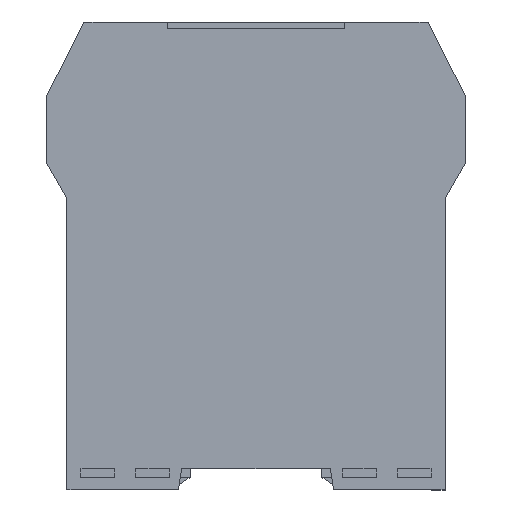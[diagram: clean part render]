
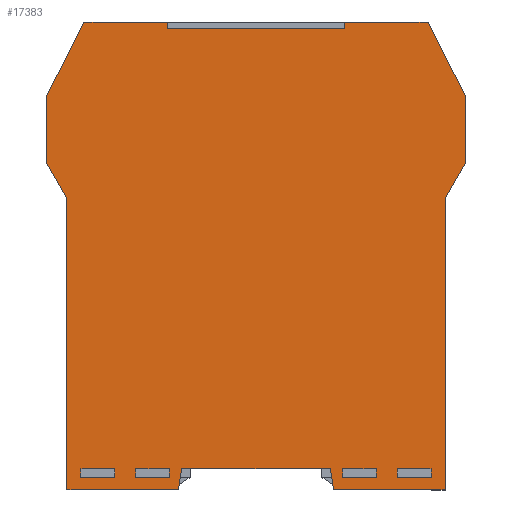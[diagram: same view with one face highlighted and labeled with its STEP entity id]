
A CAD part, top view. The second image highlights one B-rep face of the part: STEP entity #17383.
In plain terms, the highlighted planar face has unit normal (0, 0, 1).
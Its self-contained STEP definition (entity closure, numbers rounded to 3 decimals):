
#755=LINE('',#24813,#2881);
#759=LINE('',#24822,#2885);
#763=LINE('',#24831,#2889);
#767=LINE('',#24840,#2893);
#781=LINE('',#24869,#2907);
#785=LINE('',#24878,#2911);
#789=LINE('',#24887,#2915);
#793=LINE('',#24896,#2919);
#813=LINE('',#24934,#2939);
#824=LINE('',#24956,#2950);
#837=LINE('',#24980,#2963);
#848=LINE('',#25000,#2974);
#856=LINE('',#25016,#2982);
#883=LINE('',#25082,#3009);
#885=LINE('',#25087,#3011);
#1271=LINE('',#25902,#3397);
#1274=LINE('',#25907,#3400);
#1276=LINE('',#25912,#3402);
#1278=LINE('',#25918,#3404);
#1280=LINE('',#25922,#3406);
#1282=LINE('',#25926,#3408);
#1284=LINE('',#25929,#3410);
#1285=LINE('',#25931,#3411);
#1286=LINE('',#25934,#3412);
#1288=LINE('',#25937,#3414);
#1289=LINE('',#25938,#3415);
#1290=LINE('',#25939,#3416);
#1291=LINE('',#25940,#3417);
#1292=LINE('',#25941,#3418);
#1294=LINE('',#25945,#3420);
#1296=LINE('',#25949,#3422);
#1298=LINE('',#25953,#3424);
#1300=LINE('',#25957,#3426);
#1302=LINE('',#25960,#3428);
#2881=VECTOR('',#19983,10.);
#2885=VECTOR('',#19989,10.);
#2889=VECTOR('',#19995,10.);
#2893=VECTOR('',#20001,10.);
#2907=VECTOR('',#20021,10.);
#2911=VECTOR('',#20027,10.);
#2915=VECTOR('',#20033,10.);
#2919=VECTOR('',#20039,10.);
#2939=VECTOR('',#20067,10.);
#2950=VECTOR('',#20086,10.);
#2963=VECTOR('',#20109,10.);
#2974=VECTOR('',#20128,10.);
#2982=VECTOR('',#20144,10.);
#3009=VECTOR('',#20187,10.);
#3011=VECTOR('',#20191,10.);
#3397=VECTOR('',#20955,10.);
#3400=VECTOR('',#20960,10.);
#3402=VECTOR('',#20964,10.);
#3404=VECTOR('',#20972,10.);
#3406=VECTOR('',#20976,10.);
#3408=VECTOR('',#20980,10.);
#3410=VECTOR('',#20984,10.);
#3411=VECTOR('',#20987,10.);
#3412=VECTOR('',#20990,10.);
#3414=VECTOR('',#20994,10.);
#3415=VECTOR('',#20995,10.);
#3416=VECTOR('',#20996,10.);
#3417=VECTOR('',#20997,10.);
#3418=VECTOR('',#20998,10.);
#3420=VECTOR('',#21002,10.);
#3422=VECTOR('',#21006,10.);
#3424=VECTOR('',#21010,10.);
#3426=VECTOR('',#21014,10.);
#3428=VECTOR('',#21018,10.);
#5001=PLANE('',#18521);
#5548=FACE_BOUND('',#6913,.T.);
#5549=FACE_BOUND('',#6914,.T.);
#5550=FACE_BOUND('',#6915,.T.);
#5551=FACE_BOUND('',#6916,.T.);
#5945=FACE_OUTER_BOUND('',#6912,.T.);
#6912=EDGE_LOOP('',(#13777,#13778,#13779,#13780,#13781,#13782,#13783,#13784,
#13785,#13786,#13787,#13788,#13789,#13790,#13791,#13792,#13793,#13794));
#6913=EDGE_LOOP('',(#13795,#13796,#13797,#13798));
#6914=EDGE_LOOP('',(#13799,#13800,#13801,#13802));
#6915=EDGE_LOOP('',(#13803,#13804,#13805,#13806));
#6916=EDGE_LOOP('',(#13807,#13808,#13809,#13810));
#8201=VERTEX_POINT('',#24811);
#8202=VERTEX_POINT('',#24812);
#8205=VERTEX_POINT('',#24820);
#8206=VERTEX_POINT('',#24821);
#8209=VERTEX_POINT('',#24829);
#8210=VERTEX_POINT('',#24830);
#8213=VERTEX_POINT('',#24838);
#8214=VERTEX_POINT('',#24839);
#8225=VERTEX_POINT('',#24867);
#8226=VERTEX_POINT('',#24868);
#8229=VERTEX_POINT('',#24876);
#8230=VERTEX_POINT('',#24877);
#8233=VERTEX_POINT('',#24885);
#8234=VERTEX_POINT('',#24886);
#8237=VERTEX_POINT('',#24894);
#8238=VERTEX_POINT('',#24895);
#8273=VERTEX_POINT('',#25013);
#8274=VERTEX_POINT('',#25015);
#8305=VERTEX_POINT('',#25080);
#8306=VERTEX_POINT('',#25084);
#8307=VERTEX_POINT('',#25086);
#8546=VERTEX_POINT('',#25899);
#8547=VERTEX_POINT('',#25901);
#8548=VERTEX_POINT('',#25905);
#8549=VERTEX_POINT('',#25909);
#8550=VERTEX_POINT('',#25911);
#8551=VERTEX_POINT('',#25917);
#8552=VERTEX_POINT('',#25921);
#8553=VERTEX_POINT('',#25925);
#8554=VERTEX_POINT('',#25933);
#8555=VERTEX_POINT('',#25944);
#8556=VERTEX_POINT('',#25948);
#8557=VERTEX_POINT('',#25952);
#8558=VERTEX_POINT('',#25956);
#9896=EDGE_CURVE('',#8201,#8202,#755,.T.);
#9900=EDGE_CURVE('',#8205,#8206,#759,.T.);
#9904=EDGE_CURVE('',#8209,#8210,#763,.T.);
#9908=EDGE_CURVE('',#8213,#8214,#767,.T.);
#9922=EDGE_CURVE('',#8225,#8226,#781,.T.);
#9926=EDGE_CURVE('',#8229,#8230,#785,.T.);
#9930=EDGE_CURVE('',#8233,#8234,#789,.T.);
#9934=EDGE_CURVE('',#8237,#8238,#793,.T.);
#9954=EDGE_CURVE('',#8214,#8209,#813,.T.);
#9965=EDGE_CURVE('',#8206,#8201,#824,.T.);
#9978=EDGE_CURVE('',#8230,#8225,#837,.T.);
#9989=EDGE_CURVE('',#8238,#8233,#848,.T.);
#9997=EDGE_CURVE('',#8273,#8274,#856,.T.);
#10031=EDGE_CURVE('',#8305,#8273,#883,.T.);
#10033=EDGE_CURVE('',#8306,#8307,#885,.T.);
#10437=EDGE_CURVE('',#8546,#8547,#1271,.T.);
#10440=EDGE_CURVE('',#8548,#8546,#1274,.T.);
#10442=EDGE_CURVE('',#8549,#8550,#1276,.T.);
#10444=EDGE_CURVE('',#8550,#8551,#1278,.T.);
#10446=EDGE_CURVE('',#8551,#8552,#1280,.T.);
#10448=EDGE_CURVE('',#8552,#8553,#1282,.T.);
#10450=EDGE_CURVE('',#8553,#8548,#1284,.T.);
#10451=EDGE_CURVE('',#8547,#8305,#1285,.T.);
#10452=EDGE_CURVE('',#8274,#8554,#1286,.T.);
#10454=EDGE_CURVE('',#8234,#8237,#1288,.T.);
#10455=EDGE_CURVE('',#8226,#8229,#1289,.T.);
#10456=EDGE_CURVE('',#8554,#8306,#1290,.T.);
#10457=EDGE_CURVE('',#8210,#8213,#1291,.T.);
#10458=EDGE_CURVE('',#8202,#8205,#1292,.T.);
#10460=EDGE_CURVE('',#8307,#8555,#1294,.T.);
#10462=EDGE_CURVE('',#8555,#8556,#1296,.T.);
#10464=EDGE_CURVE('',#8556,#8557,#1298,.T.);
#10466=EDGE_CURVE('',#8557,#8558,#1300,.T.);
#10468=EDGE_CURVE('',#8558,#8549,#1302,.T.);
#13777=ORIENTED_EDGE('',*,*,#10444,.F.);
#13778=ORIENTED_EDGE('',*,*,#10442,.F.);
#13779=ORIENTED_EDGE('',*,*,#10468,.F.);
#13780=ORIENTED_EDGE('',*,*,#10466,.F.);
#13781=ORIENTED_EDGE('',*,*,#10464,.F.);
#13782=ORIENTED_EDGE('',*,*,#10462,.F.);
#13783=ORIENTED_EDGE('',*,*,#10460,.F.);
#13784=ORIENTED_EDGE('',*,*,#10033,.F.);
#13785=ORIENTED_EDGE('',*,*,#10456,.F.);
#13786=ORIENTED_EDGE('',*,*,#10452,.F.);
#13787=ORIENTED_EDGE('',*,*,#9997,.F.);
#13788=ORIENTED_EDGE('',*,*,#10031,.F.);
#13789=ORIENTED_EDGE('',*,*,#10451,.F.);
#13790=ORIENTED_EDGE('',*,*,#10437,.F.);
#13791=ORIENTED_EDGE('',*,*,#10440,.F.);
#13792=ORIENTED_EDGE('',*,*,#10450,.F.);
#13793=ORIENTED_EDGE('',*,*,#10448,.F.);
#13794=ORIENTED_EDGE('',*,*,#10446,.F.);
#13795=ORIENTED_EDGE('',*,*,#9900,.T.);
#13796=ORIENTED_EDGE('',*,*,#9965,.T.);
#13797=ORIENTED_EDGE('',*,*,#9896,.T.);
#13798=ORIENTED_EDGE('',*,*,#10458,.T.);
#13799=ORIENTED_EDGE('',*,*,#9908,.T.);
#13800=ORIENTED_EDGE('',*,*,#9954,.T.);
#13801=ORIENTED_EDGE('',*,*,#9904,.T.);
#13802=ORIENTED_EDGE('',*,*,#10457,.T.);
#13803=ORIENTED_EDGE('',*,*,#9926,.T.);
#13804=ORIENTED_EDGE('',*,*,#9978,.T.);
#13805=ORIENTED_EDGE('',*,*,#9922,.T.);
#13806=ORIENTED_EDGE('',*,*,#10455,.T.);
#13807=ORIENTED_EDGE('',*,*,#9934,.T.);
#13808=ORIENTED_EDGE('',*,*,#9989,.T.);
#13809=ORIENTED_EDGE('',*,*,#9930,.T.);
#13810=ORIENTED_EDGE('',*,*,#10454,.T.);
#17383=ADVANCED_FACE('',(#5945,#5548,#5549,#5550,#5551),#5001,.T.);
#18521=AXIS2_PLACEMENT_3D('',#25961,#21019,#21020);
#19983=DIRECTION('',(0.,1.,0.));
#19989=DIRECTION('',(0.,-1.,0.));
#19995=DIRECTION('',(0.,1.,0.));
#20001=DIRECTION('',(0.,-1.,0.));
#20021=DIRECTION('',(0.,1.,0.));
#20027=DIRECTION('',(0.,-1.,0.));
#20033=DIRECTION('',(0.,1.,0.));
#20039=DIRECTION('',(0.,-1.,0.));
#20067=DIRECTION('',(-1.,0.,0.));
#20086=DIRECTION('',(-1.,0.,0.));
#20109=DIRECTION('',(-1.,0.,0.));
#20128=DIRECTION('',(-1.,0.,0.));
#20144=DIRECTION('',(-1.,0.,0.));
#20187=DIRECTION('',(0.,-1.,0.));
#20191=DIRECTION('',(-0.148,-0.989,0.));
#20955=DIRECTION('',(0.,-1.,0.));
#20960=DIRECTION('',(0.451,-0.892,0.));
#20964=DIRECTION('',(1.,0.,0.));
#20972=DIRECTION('',(0.,-1.,0.));
#20976=DIRECTION('',(1.,0.,0.));
#20980=DIRECTION('',(0.,1.,0.));
#20984=DIRECTION('',(1.,0.,0.));
#20987=DIRECTION('',(-0.49,-0.872,0.));
#20990=DIRECTION('',(-0.148,0.989,0.));
#20994=DIRECTION('',(1.,0.,0.));
#20995=DIRECTION('',(1.,0.,0.));
#20996=DIRECTION('',(-1.,0.,0.));
#20997=DIRECTION('',(1.,0.,0.));
#20998=DIRECTION('',(1.,0.,0.));
#21002=DIRECTION('',(-1.,0.,0.));
#21006=DIRECTION('',(0.,1.,0.));
#21010=DIRECTION('',(-0.49,0.872,0.));
#21014=DIRECTION('',(0.,1.,0.));
#21018=DIRECTION('',(0.451,0.892,0.));
#21019=DIRECTION('center_axis',(0.,0.,1.));
#21020=DIRECTION('ref_axis',(1.,0.,0.));
#24811=CARTESIAN_POINT('',(-0.7,-107.25,8.75));
#24812=CARTESIAN_POINT('',(-0.7,-105.15,8.75));
#24813=CARTESIAN_POINT('',(-0.7,-81.623,8.75));
#24820=CARTESIAN_POINT('',(7.2,-105.15,8.75));
#24821=CARTESIAN_POINT('',(7.2,-107.25,8.75));
#24822=CARTESIAN_POINT('',(7.2,-80.573,8.75));
#24829=CARTESIAN_POINT('',(12.2,-107.25,8.75));
#24830=CARTESIAN_POINT('',(12.2,-105.15,8.75));
#24831=CARTESIAN_POINT('',(12.2,-81.623,8.75));
#24838=CARTESIAN_POINT('',(20.1,-105.15,8.75));
#24839=CARTESIAN_POINT('',(20.1,-107.25,8.75));
#24840=CARTESIAN_POINT('',(20.1,-80.573,8.75));
#24867=CARTESIAN_POINT('',(60.9,-107.25,8.75));
#24868=CARTESIAN_POINT('',(60.9,-105.15,8.75));
#24869=CARTESIAN_POINT('',(60.9,-81.623,8.75));
#24876=CARTESIAN_POINT('',(68.8,-105.15,8.75));
#24877=CARTESIAN_POINT('',(68.8,-107.25,8.75));
#24878=CARTESIAN_POINT('',(68.8,-80.573,8.75));
#24885=CARTESIAN_POINT('',(73.8,-107.25,8.75));
#24886=CARTESIAN_POINT('',(73.8,-105.15,8.75));
#24887=CARTESIAN_POINT('',(73.8,-81.623,8.75));
#24894=CARTESIAN_POINT('',(81.7,-105.15,8.75));
#24895=CARTESIAN_POINT('',(81.7,-107.25,8.75));
#24896=CARTESIAN_POINT('',(81.7,-80.573,8.75));
#24934=CARTESIAN_POINT('',(30.3,-107.25,8.75));
#24956=CARTESIAN_POINT('',(23.85,-107.25,8.75));
#24980=CARTESIAN_POINT('',(54.65,-107.25,8.75));
#25000=CARTESIAN_POINT('',(61.1,-107.25,8.75));
#25013=CARTESIAN_POINT('',(85.,-110.15,8.75));
#25015=CARTESIAN_POINT('',(58.75,-110.15,8.75));
#25016=CARTESIAN_POINT('',(85.,-110.15,8.75));
#25080=CARTESIAN_POINT('',(85.,-41.65,8.75));
#25082=CARTESIAN_POINT('',(85.,-41.65,8.75));
#25084=CARTESIAN_POINT('',(23.,-105.15,8.75));
#25086=CARTESIAN_POINT('',(22.25,-110.15,8.75));
#25087=CARTESIAN_POINT('',(23.,-105.15,8.75));
#25899=CARTESIAN_POINT('',(89.75,-17.3,8.75));
#25901=CARTESIAN_POINT('',(89.75,-33.2,8.75));
#25902=CARTESIAN_POINT('',(89.75,-17.3,8.75));
#25905=CARTESIAN_POINT('',(81.,0.,8.75));
#25907=CARTESIAN_POINT('',(81.,0.,8.75));
#25909=CARTESIAN_POINT('',(0.,0.,8.75));
#25911=CARTESIAN_POINT('',(19.6,0.,8.75));
#25912=CARTESIAN_POINT('',(0.,0.,8.75));
#25917=CARTESIAN_POINT('',(19.6,-1.5,8.75));
#25918=CARTESIAN_POINT('',(19.6,0.,8.75));
#25921=CARTESIAN_POINT('',(61.4,-1.5,8.75));
#25922=CARTESIAN_POINT('',(19.6,-1.5,8.75));
#25925=CARTESIAN_POINT('',(61.4,0.,8.75));
#25926=CARTESIAN_POINT('',(61.4,-1.5,8.75));
#25929=CARTESIAN_POINT('',(61.4,0.,8.75));
#25931=CARTESIAN_POINT('',(89.75,-33.2,8.75));
#25933=CARTESIAN_POINT('',(58.,-105.15,8.75));
#25934=CARTESIAN_POINT('',(58.75,-110.15,8.75));
#25937=CARTESIAN_POINT('',(57.15,-105.15,8.75));
#25938=CARTESIAN_POINT('',(50.7,-105.15,8.75));
#25939=CARTESIAN_POINT('',(58.,-105.15,8.75));
#25940=CARTESIAN_POINT('',(26.35,-105.15,8.75));
#25941=CARTESIAN_POINT('',(19.9,-105.15,8.75));
#25944=CARTESIAN_POINT('',(-4.,-110.15,8.75));
#25945=CARTESIAN_POINT('',(22.25,-110.15,8.75));
#25948=CARTESIAN_POINT('',(-4.,-41.65,8.75));
#25949=CARTESIAN_POINT('',(-4.,-110.15,8.75));
#25952=CARTESIAN_POINT('',(-8.75,-33.2,8.75));
#25953=CARTESIAN_POINT('',(-4.,-41.65,8.75));
#25956=CARTESIAN_POINT('',(-8.75,-17.3,8.75));
#25957=CARTESIAN_POINT('',(-8.75,-33.2,8.75));
#25960=CARTESIAN_POINT('',(-8.75,-17.3,8.75));
#25961=CARTESIAN_POINT('Origin',(40.5,-55.997,8.75));
